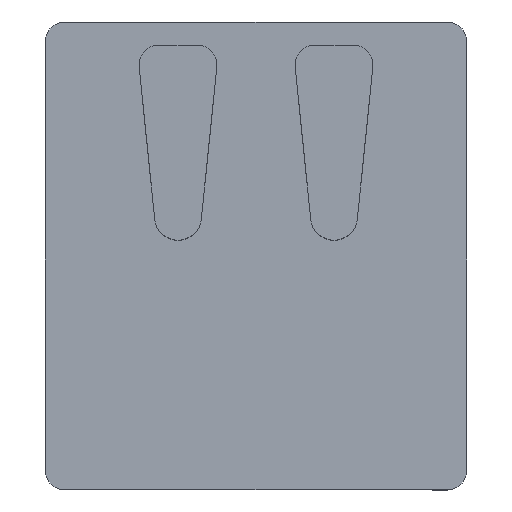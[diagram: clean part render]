
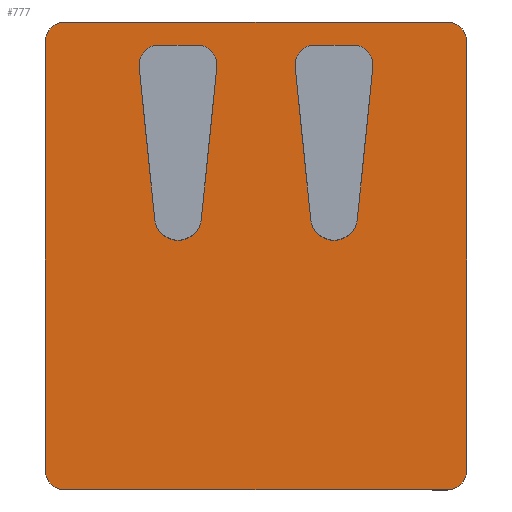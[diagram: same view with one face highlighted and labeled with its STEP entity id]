
A CAD part, top view. The second image highlights one B-rep face of the part: STEP entity #777.
In plain terms, the highlighted planar face has unit normal (0, 0, 1).
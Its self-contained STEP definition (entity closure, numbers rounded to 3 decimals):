
#37=FACE_BOUND('',#88,.T.);
#38=FACE_BOUND('',#89,.T.);
#41=FACE_OUTER_BOUND('',#87,.T.);
#87=EDGE_LOOP('',(#491,#492,#493,#494,#495,#496,#497,#498));
#88=EDGE_LOOP('',(#499,#500,#501,#502,#503,#504));
#89=EDGE_LOOP('',(#505,#506,#507,#508,#509,#510));
#137=CIRCLE('',#844,1.);
#138=CIRCLE('',#845,1.);
#139=CIRCLE('',#846,1.);
#140=CIRCLE('',#847,1.);
#141=CIRCLE('',#848,1.);
#142=CIRCLE('',#849,1.2);
#143=CIRCLE('',#850,1.);
#144=CIRCLE('',#851,1.);
#145=CIRCLE('',#852,1.2);
#146=CIRCLE('',#853,1.);
#175=LINE('',#1171,#245);
#176=LINE('',#1175,#246);
#177=LINE('',#1179,#247);
#178=LINE('',#1183,#248);
#179=LINE('',#1187,#249);
#180=LINE('',#1191,#250);
#181=LINE('',#1195,#251);
#182=LINE('',#1199,#252);
#183=LINE('',#1203,#253);
#184=LINE('',#1207,#254);
#245=VECTOR('',#931,19.6);
#246=VECTOR('',#934,22.);
#247=VECTOR('',#937,19.6);
#248=VECTOR('',#940,22.);
#249=VECTOR('',#943,2.);
#250=VECTOR('',#946,7.861);
#251=VECTOR('',#949,7.861);
#252=VECTOR('',#952,2.);
#253=VECTOR('',#955,7.861);
#254=VECTOR('',#958,7.861);
#315=VERTEX_POINT('',#1169);
#316=VERTEX_POINT('',#1170);
#317=VERTEX_POINT('',#1172);
#318=VERTEX_POINT('',#1174);
#319=VERTEX_POINT('',#1176);
#320=VERTEX_POINT('',#1178);
#321=VERTEX_POINT('',#1180);
#322=VERTEX_POINT('',#1182);
#323=VERTEX_POINT('',#1185);
#324=VERTEX_POINT('',#1186);
#325=VERTEX_POINT('',#1188);
#326=VERTEX_POINT('',#1190);
#327=VERTEX_POINT('',#1192);
#328=VERTEX_POINT('',#1194);
#329=VERTEX_POINT('',#1197);
#330=VERTEX_POINT('',#1198);
#331=VERTEX_POINT('',#1200);
#332=VERTEX_POINT('',#1202);
#333=VERTEX_POINT('',#1204);
#334=VERTEX_POINT('',#1206);
#383=EDGE_CURVE('',#315,#316,#175,.T.);
#384=EDGE_CURVE('',#317,#315,#137,.T.);
#385=EDGE_CURVE('',#318,#317,#176,.T.);
#386=EDGE_CURVE('',#319,#318,#138,.T.);
#387=EDGE_CURVE('',#320,#319,#177,.T.);
#388=EDGE_CURVE('',#321,#320,#139,.T.);
#389=EDGE_CURVE('',#322,#321,#178,.T.);
#390=EDGE_CURVE('',#316,#322,#140,.T.);
#391=EDGE_CURVE('',#323,#324,#179,.T.);
#392=EDGE_CURVE('',#324,#325,#141,.T.);
#393=EDGE_CURVE('',#325,#326,#180,.T.);
#394=EDGE_CURVE('',#326,#327,#142,.T.);
#395=EDGE_CURVE('',#327,#328,#181,.T.);
#396=EDGE_CURVE('',#328,#323,#143,.T.);
#397=EDGE_CURVE('',#329,#330,#182,.T.);
#398=EDGE_CURVE('',#330,#331,#144,.T.);
#399=EDGE_CURVE('',#331,#332,#183,.T.);
#400=EDGE_CURVE('',#332,#333,#145,.T.);
#401=EDGE_CURVE('',#333,#334,#184,.T.);
#402=EDGE_CURVE('',#334,#329,#146,.T.);
#491=ORIENTED_EDGE('',*,*,#383,.F.);
#492=ORIENTED_EDGE('',*,*,#384,.F.);
#493=ORIENTED_EDGE('',*,*,#385,.F.);
#494=ORIENTED_EDGE('',*,*,#386,.F.);
#495=ORIENTED_EDGE('',*,*,#387,.F.);
#496=ORIENTED_EDGE('',*,*,#388,.F.);
#497=ORIENTED_EDGE('',*,*,#389,.F.);
#498=ORIENTED_EDGE('',*,*,#390,.F.);
#499=ORIENTED_EDGE('',*,*,#391,.T.);
#500=ORIENTED_EDGE('',*,*,#392,.T.);
#501=ORIENTED_EDGE('',*,*,#393,.T.);
#502=ORIENTED_EDGE('',*,*,#394,.T.);
#503=ORIENTED_EDGE('',*,*,#395,.T.);
#504=ORIENTED_EDGE('',*,*,#396,.T.);
#505=ORIENTED_EDGE('',*,*,#397,.T.);
#506=ORIENTED_EDGE('',*,*,#398,.T.);
#507=ORIENTED_EDGE('',*,*,#399,.T.);
#508=ORIENTED_EDGE('',*,*,#400,.T.);
#509=ORIENTED_EDGE('',*,*,#401,.T.);
#510=ORIENTED_EDGE('',*,*,#402,.T.);
#707=PLANE('',#843);
#777=ADVANCED_FACE('',(#41,#37,#38),#707,.T.);
#843=AXIS2_PLACEMENT_3D('',#1168,#929,#930);
#844=AXIS2_PLACEMENT_3D('',#1173,#932,#933);
#845=AXIS2_PLACEMENT_3D('',#1177,#935,#936);
#846=AXIS2_PLACEMENT_3D('',#1181,#938,#939);
#847=AXIS2_PLACEMENT_3D('',#1184,#941,#942);
#848=AXIS2_PLACEMENT_3D('',#1189,#944,#945);
#849=AXIS2_PLACEMENT_3D('',#1193,#947,#948);
#850=AXIS2_PLACEMENT_3D('',#1196,#950,#951);
#851=AXIS2_PLACEMENT_3D('',#1201,#953,#954);
#852=AXIS2_PLACEMENT_3D('',#1205,#956,#957);
#853=AXIS2_PLACEMENT_3D('',#1208,#959,#960);
#929=DIRECTION('center_axis',(0.,0.,1.));
#930=DIRECTION('ref_axis',(1.,0.,0.));
#931=DIRECTION('',(1.,0.,0.));
#932=DIRECTION('center_axis',(0.,0.,-1.));
#933=DIRECTION('ref_axis',(-0.707,0.707,0.));
#934=DIRECTION('',(0.,1.,0.));
#935=DIRECTION('center_axis',(0.,0.,-1.));
#936=DIRECTION('ref_axis',(-0.707,-0.707,0.));
#937=DIRECTION('',(-1.,0.,0.));
#938=DIRECTION('center_axis',(0.,0.,-1.));
#939=DIRECTION('ref_axis',(0.707,-0.707,0.));
#940=DIRECTION('',(0.,-1.,0.));
#941=DIRECTION('center_axis',(0.,0.,-1.));
#942=DIRECTION('ref_axis',(0.707,0.707,0.));
#943=DIRECTION('',(1.,0.,0.));
#944=DIRECTION('center_axis',(0.,0.,-1.));
#945=DIRECTION('ref_axis',(0.,-1.,0.));
#946=DIRECTION('',(-0.102,-0.995,0.));
#947=DIRECTION('center_axis',(0.,0.,-1.));
#948=DIRECTION('ref_axis',(-0.995,0.102,0.));
#949=DIRECTION('',(-0.102,0.995,0.));
#950=DIRECTION('center_axis',(0.,0.,-1.));
#951=DIRECTION('ref_axis',(0.995,0.102,0.));
#952=DIRECTION('',(1.,0.,0.));
#953=DIRECTION('center_axis',(0.,0.,-1.));
#954=DIRECTION('ref_axis',(-0.995,0.102,0.));
#955=DIRECTION('',(-0.102,-0.995,0.));
#956=DIRECTION('center_axis',(0.,0.,-1.));
#957=DIRECTION('ref_axis',(0.995,0.102,0.));
#958=DIRECTION('',(-0.102,0.995,0.));
#959=DIRECTION('center_axis',(0.,0.,-1.));
#960=DIRECTION('ref_axis',(0.,-1.,0.));
#1168=CARTESIAN_POINT('Origin',(10.8,12.,1.5));
#1169=CARTESIAN_POINT('',(1.,24.,1.5));
#1170=CARTESIAN_POINT('',(20.6,24.,1.5));
#1171=CARTESIAN_POINT('',(0.,24.,1.5));
#1172=CARTESIAN_POINT('',(0.,23.,1.5));
#1173=CARTESIAN_POINT('Origin',(1.,23.,1.5));
#1174=CARTESIAN_POINT('',(0.,1.,1.5));
#1175=CARTESIAN_POINT('',(0.,0.,1.5));
#1176=CARTESIAN_POINT('',(1.,0.,1.5));
#1177=CARTESIAN_POINT('Origin',(1.,1.,1.5));
#1178=CARTESIAN_POINT('',(20.6,0.,1.5));
#1179=CARTESIAN_POINT('',(21.6,0.,1.5));
#1180=CARTESIAN_POINT('',(21.6,1.,1.5));
#1181=CARTESIAN_POINT('Origin',(20.6,1.,1.5));
#1182=CARTESIAN_POINT('',(21.6,23.,1.5));
#1183=CARTESIAN_POINT('',(21.6,24.,1.5));
#1184=CARTESIAN_POINT('Origin',(20.6,23.,1.5));
#1185=CARTESIAN_POINT('',(13.8,22.8,1.5));
#1186=CARTESIAN_POINT('',(15.8,22.8,1.5));
#1187=CARTESIAN_POINT('',(13.3,22.8,1.5));
#1188=CARTESIAN_POINT('',(16.795,21.698,1.5));
#1189=CARTESIAN_POINT('Origin',(15.8,21.8,1.5));
#1190=CARTESIAN_POINT('',(15.994,13.878,1.5));
#1191=CARTESIAN_POINT('',(15.872,12.685,1.5));
#1192=CARTESIAN_POINT('',(13.606,13.878,1.5));
#1193=CARTESIAN_POINT('Origin',(14.8,14.,1.5));
#1194=CARTESIAN_POINT('',(12.805,21.698,1.5));
#1195=CARTESIAN_POINT('',(13.286,17.001,1.5));
#1196=CARTESIAN_POINT('Origin',(13.8,21.8,1.5));
#1197=CARTESIAN_POINT('',(5.8,22.8,1.5));
#1198=CARTESIAN_POINT('',(7.8,22.8,1.5));
#1199=CARTESIAN_POINT('',(8.3,22.8,1.5));
#1200=CARTESIAN_POINT('',(8.795,21.698,1.5));
#1201=CARTESIAN_POINT('Origin',(7.8,21.8,1.5));
#1202=CARTESIAN_POINT('',(7.994,13.878,1.5));
#1203=CARTESIAN_POINT('',(8.314,17.001,1.5));
#1204=CARTESIAN_POINT('',(5.606,13.878,1.5));
#1205=CARTESIAN_POINT('Origin',(6.8,14.,1.5));
#1206=CARTESIAN_POINT('',(4.805,21.698,1.5));
#1207=CARTESIAN_POINT('',(5.728,12.685,1.5));
#1208=CARTESIAN_POINT('Origin',(5.8,21.8,1.5));
